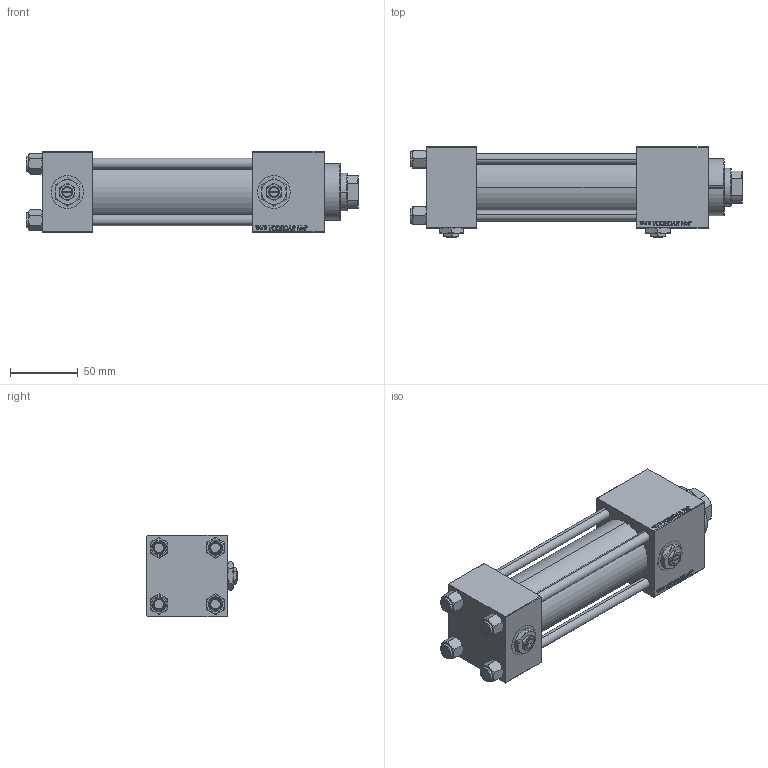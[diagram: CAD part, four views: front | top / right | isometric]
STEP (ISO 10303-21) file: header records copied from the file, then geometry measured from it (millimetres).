
FILE_DESCRIPTION (( 'STEP AP203' ), '1' );
FILE_NAME ('3914.STEP', '2022-04-16T05:02:45', ( '' ), ( '' ), 'SwSTEP 2.0', 'SolidWorks 2019', '' );
FILE_SCHEMA (( 'CONFIG_CONTROL_DESIGN' ));
Length unit declared in the file: millimetre
Products named in the file (7): 3914; V215_VC_A 7ae3d0d2ab6014308ed868a5e06279bb; Zatka_pro_OIL_PORT 7ae3d0d2ab6014308ed868a5e06279bb; V215CR_C_Body 7ae3d0d2ab6014308ed868a5e06279bb; NUT_M5_C 7ae3d0d2ab6014308ed868a5e06279bb; V215CR_VCP_C 7ae3d0d2ab6014308ed868a5e06279bb; V215CR_C_TYCINKA 7ae3d0d2ab6014308ed868a5e06279bb
Assembly tree (13 placements, depth 2):
  3914
    V215CR_C_Body 7ae3d0d2ab6014308ed868a5e06279bb
    V215CR_VCP_C 7ae3d0d2ab6014308ed868a5e06279bb
    NUT_M5_C 7ae3d0d2ab6014308ed868a5e06279bb  x4
    V215CR_C_TYCINKA 7ae3d0d2ab6014308ed868a5e06279bb  x4
    V215_VC_A 7ae3d0d2ab6014308ed868a5e06279bb
    Zatka_pro_OIL_PORT 7ae3d0d2ab6014308ed868a5e06279bb  x2
Bounding box: 245 x 67 x 60 mm (x, y, z)
Volume: 493658.8 mm3; surface area: 142082.9 mm2
Topology: 13 solids, 13 shells, 1256 faces, 3130 edges, 2021 vertices
Faces by surface type: plane 576, bspline 392, cone 178, cylinder 102, torus 8
Entity records: 52523 total; most frequent: CARTESIAN_POINT 27794, ORIENTED_EDGE 5560, DIRECTION 3602, EDGE_CURVE 2780, VERTEX_POINT 1819, LINE 1644, VECTOR 1644, EDGE_LOOP 1229
